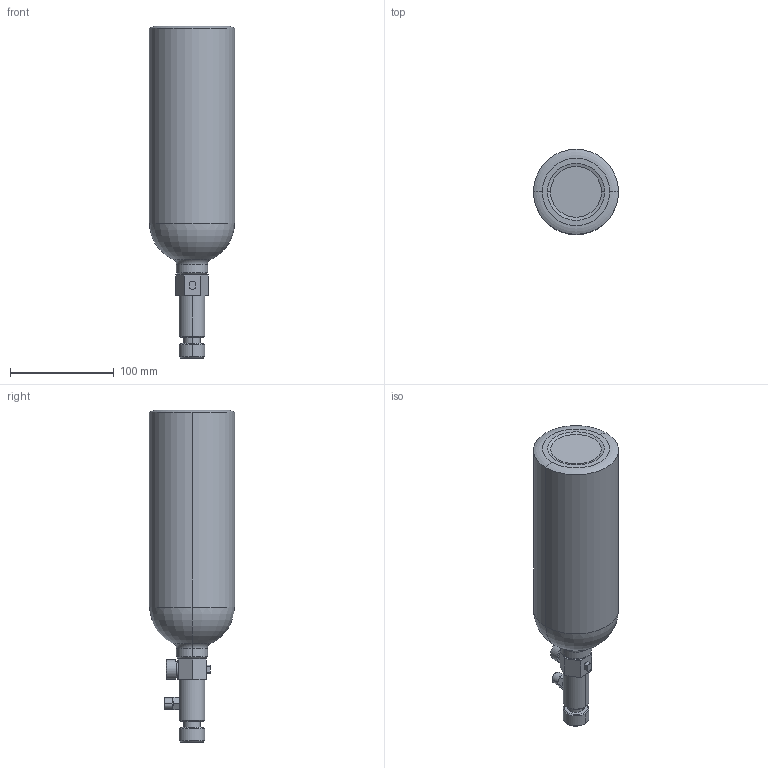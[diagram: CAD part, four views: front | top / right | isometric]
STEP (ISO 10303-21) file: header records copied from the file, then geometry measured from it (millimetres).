
FILE_DESCRIPTION (( 'STEP AP203' ), '1' );
FILE_NAME ('SE_01_2_1000.STEP', '2020-10-21T10:55:37', ( '' ), ( '' ), 'SwSTEP 2.0', 'SolidWorks 2017', '' );
FILE_SCHEMA (( 'CONFIG_CONTROL_DESIGN' ));
Length unit declared in the file: millimetre
Products named in the file (6): SE_01_2_1003; SE_01_2_1005; SE_01_2_1002; SE_01_2_1000; SE_01_2_1001; SE_01_2_1004
Assembly tree (5 placements, depth 2):
  SE_01_2_1000
    SE_01_2_1001
    SE_01_2_1002
    SE_01_2_1003
    SE_01_2_1004
    SE_01_2_1005
Bounding box: 82 x 82 x 320 mm (x, y, z)
Volume: 444760.5 mm3; surface area: 131661.3 mm2
Topology: 6 solids, 6 shells, 126 faces, 266 edges, 165 vertices
Faces by surface type: cylinder 52, plane 44, cone 16, torus 14
Entity records: 4135 total; most frequent: CARTESIAN_POINT 690, DIRECTION 665, ORIENTED_EDGE 528, AXIS2_PLACEMENT_3D 278, EDGE_CURVE 264, VERTEX_POINT 165, EDGE_LOOP 147, CIRCLE 144
